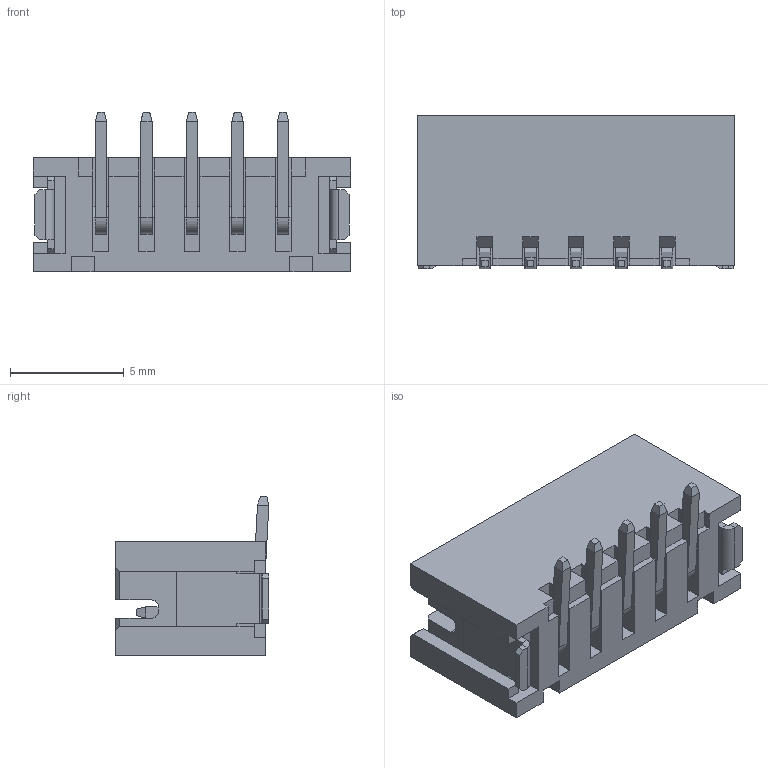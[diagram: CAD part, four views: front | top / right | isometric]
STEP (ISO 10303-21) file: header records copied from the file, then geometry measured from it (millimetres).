
FILE_DESCRIPTION (( 'STEP AP214' ), '1' );
FILE_NAME ('B5B-PH-SM4-TB(LF)(SN).STEP', '2023-11-26T21:45:01', ( '' ), ( '' ), 'SwSTEP 2.0', 'SolidWorks 2021', '' );
FILE_SCHEMA (( 'AUTOMOTIVE_DESIGN' ));
Length unit declared in the file: millimetre
Products named in the file (4): BxB-PH-SM4 tab; BxB-PH-SM4 body_5; BxB-PH-SM4 pin; B5B-PH-SM4-TB(LF)(SN)
Assembly tree (8 placements, depth 2):
  B5B-PH-SM4-TB(LF)(SN)
    BxB-PH-SM4 body_5
    BxB-PH-SM4 tab  x2
    BxB-PH-SM4 pin  x5
Bounding box: 13.95 x 6.75 x 7 mm (x, y, z)
Volume: 227.4 mm3; surface area: 755.7 mm2
Topology: 8 solids, 8 shells, 335 faces, 861 edges, 538 vertices
Faces by surface type: plane 317, cylinder 18
Entity records: 7297 total; most frequent: CARTESIAN_POINT 1279, ORIENTED_EDGE 1266, DIRECTION 1121, EDGE_CURVE 633, VECTOR 617, LINE 617, VERTEX_POINT 410, AXIS2_PLACEMENT_3D 252
